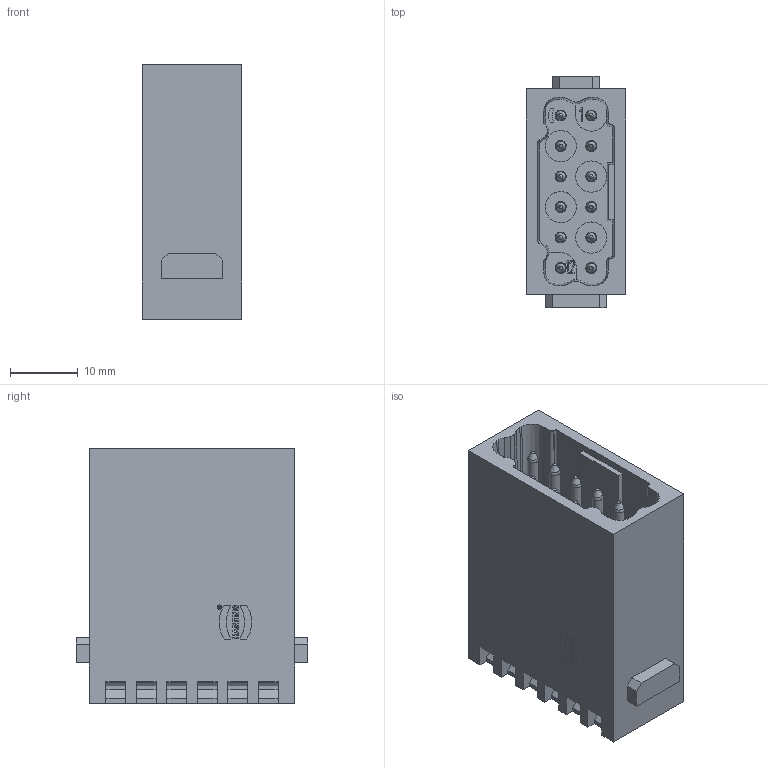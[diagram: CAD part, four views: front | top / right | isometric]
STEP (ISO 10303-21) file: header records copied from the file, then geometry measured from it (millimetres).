
FILE_DESCRIPTION(/* description */ (''),/* implementation_level */ '2;1');
FILE_NAME(/* name */ '100560904ugm000_c.stp',/* time_stamp */ '2019-06-12T11:09:15+02:00',/* author */ (''),/* organization */ (''),/* preprocessor_version */ 'ST-DEVELOPER v16.7',/* originating_system */ 'SIEMENS PLM Software NX 12.0',/* authorisation */ '');
FILE_SCHEMA (('AUTOMOTIVE_DESIGN { 1 0 10303 214 3 1 1 1 }'));
Length unit declared in the file: millimetre
Products named in the file (1): 100560904ugm000_c
Bounding box: 14.65 x 34.2 x 37.52 mm (x, y, z)
Volume: 12031 mm3; surface area: 7625.8 mm2
Topology: 1 solids, 1 shells, 824 faces, 2440 edges, 1845 vertices
Faces by surface type: plane 550, cylinder 122, extrusion 60, cone 52, bspline 40
Full cylindrical faces by diameter (mm): 0.55 x1, 0.65 x1, 1.6 x24, 3.2 x12, 4.6 x4
Entity records: 31528 total; most frequent: CARTESIAN_POINT 6927, ORIENTED_EDGE 4134, DIRECTION 3722, EDGE_CURVE 2067, VECTOR 1658, LINE 1598, VERTEX_POINT 1412, AXIS2_PLACEMENT_3D 1032
